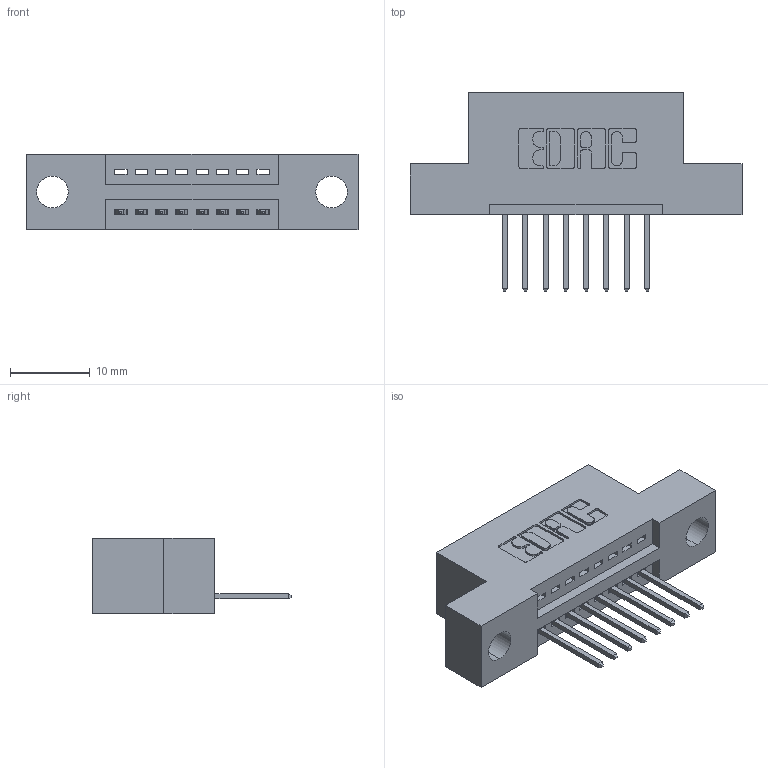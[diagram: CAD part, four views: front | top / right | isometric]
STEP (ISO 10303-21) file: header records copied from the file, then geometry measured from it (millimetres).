
FILE_DESCRIPTION (( 'STEP AP203' ), '1' );
FILE_NAME ('345-008-523-104.STEP', '2018-08-17T03:39:18', ( '' ), ( '' ), 'SwSTEP 2.0', 'SolidWorks 2016', '' );
FILE_SCHEMA (( 'CONFIG_CONTROL_DESIGN' ));
Length unit declared in the file: inch
Products named in the file (3): 345-292-001_345-293-123; 345-008-523-104; 345 Part_Flush Mounting Lugs - 0.156 Dia-TH
Assembly tree (9 placements, depth 2):
  345-008-523-104
    345 Part_Flush Mounting Lugs - 0.156 Dia-TH
    345-292-001_345-293-123  x8
Bounding box: 41.53 x 24.82 x 9.4 mm (x, y, z)
Volume: 3575 mm3; surface area: 4106.2 mm2
Topology: 9 solids, 9 shells, 590 faces, 1749 edges, 1154 vertices
Faces by surface type: plane 400, cylinder 190
Entity records: 10619 total; most frequent: CARTESIAN_POINT 1848, ORIENTED_EDGE 1790, DIRECTION 1663, EDGE_CURVE 895, VECTOR 731, LINE 731, VERTEX_POINT 594, AXIS2_PLACEMENT_3D 466
